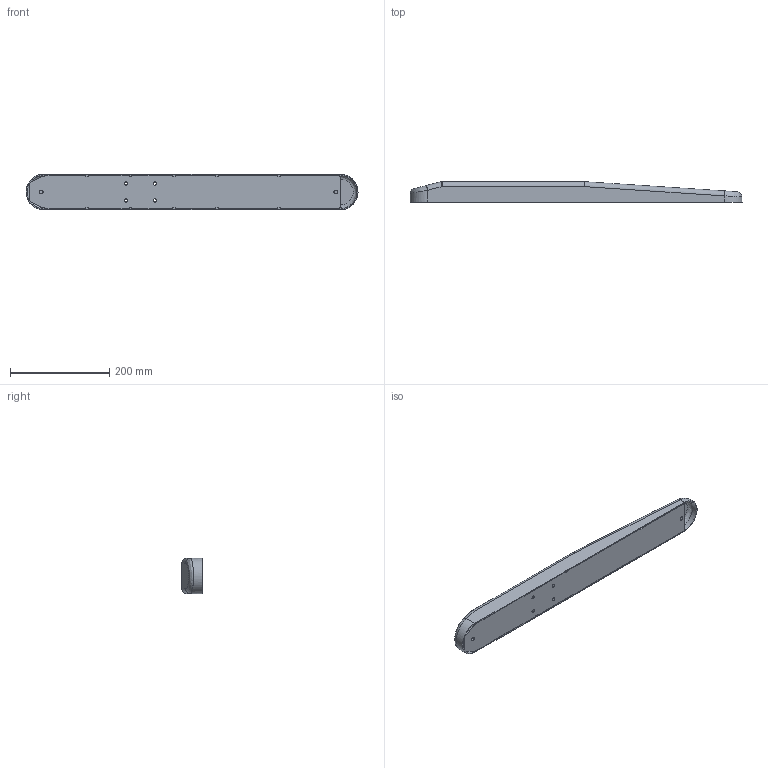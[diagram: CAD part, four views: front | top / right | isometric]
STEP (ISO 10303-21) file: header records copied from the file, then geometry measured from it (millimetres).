
FILE_DESCRIPTION((''),'2;1');
FILE_NAME('JC35TS-0714','2021-01-06T15:54:16',('sa'),('捷昌驱动'),'CREO PARAMETRIC BY PTC INC, 2018100','CREO PARAMETRIC BY PTC INC, 2018100','');
FILE_SCHEMA(('CONFIG_CONTROL_DESIGN'));
Length unit declared in the file: millimetre
Products named in the file (1): JC35TS-0714
Bounding box: 670 x 41.4 x 71.4 mm (x, y, z)
Volume: 376013 mm3; surface area: 252845 mm2
Topology: 1 solids, 1 shells, 235 faces, 608 edges, 374 vertices
Faces by surface type: plane 187, cylinder 32, sphere 8, bspline 4, cone 4
Entity records: 7404 total; most frequent: CARTESIAN_POINT 1623, ORIENTED_EDGE 1216, DIRECTION 1132, EDGE_CURVE 608, VECTOR 530, LINE 530, VERTEX_POINT 374, AXIS2_PLACEMENT_3D 301
